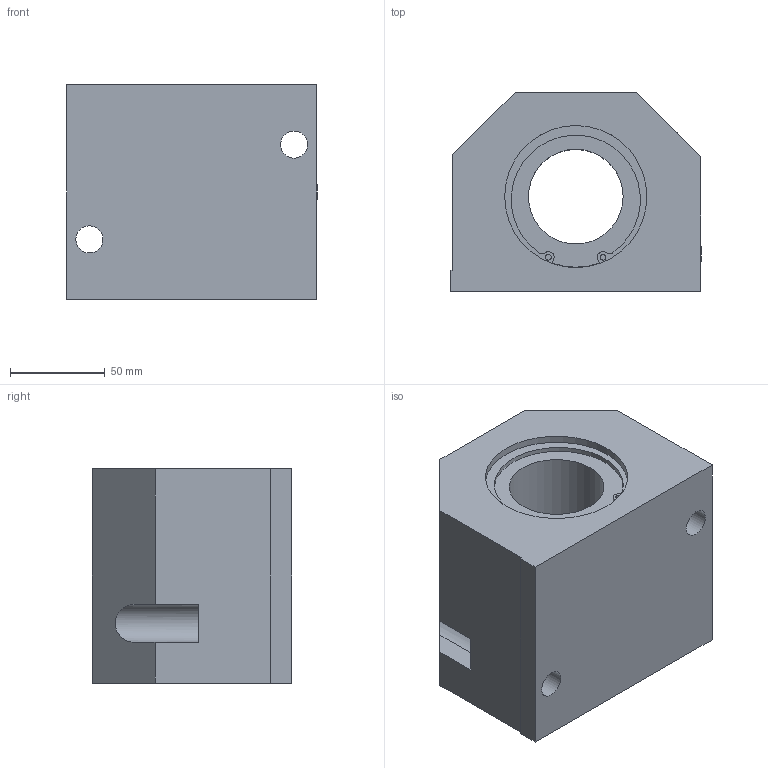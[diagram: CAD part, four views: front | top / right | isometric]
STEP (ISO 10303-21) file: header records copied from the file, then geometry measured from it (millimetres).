
FILE_DESCRIPTION(/* description */ ('Gehäuseeinheit leichte Baureie, geschlossen'),/* implementation_level */ '2;1');
FILE_NAME(/* name */ '190534-0.step',/* time_stamp */ '2021-08-18T13:26:46+02:00',/* author */ ('MuellerJ'),/* organization */ (''),/* preprocessor_version */ 'ST-DEVELOPER v18.1',/* originating_system */ 'Autodesk Inventor 2021',/* authorisation */ '');
FILE_SCHEMA (('AUTOMOTIVE_DESIGN { 1 0 10303 214 3 1 1 }'));
Length unit declared in the file: millimetre
Products named in the file (4): leer; MTW_1-00068601; leer_1; leer_2
Assembly tree (4 placements, depth 2):
  leer
    MTW_1-00068601
    leer_1
    leer_2  x2
Bounding box: 132.25 x 105 x 113 mm (x, y, z)
Volume: 1134614.5 mm3; surface area: 153005.2 mm2
Topology: 4 solids, 4 shells, 74 faces, 166 edges, 110 vertices
Faces by surface type: plane 36, cylinder 34, torus 3, cone 1
Full cylindrical faces by diameter (mm): 3 x4, 4.3 x1, 7 x1, 8 x1, 14.25 x2, 50 x1, 72 x2, 75 x6, 78.5 x2
Entity records: 1956 total; most frequent: CARTESIAN_POINT 337, DIRECTION 335, ORIENTED_EDGE 272, EDGE_CURVE 136, AXIS2_PLACEMENT_3D 130, VERTEX_POINT 90, EDGE_LOOP 84, LINE 75
